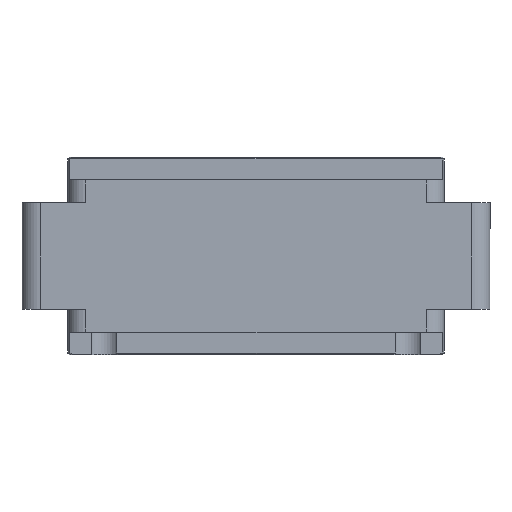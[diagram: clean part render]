
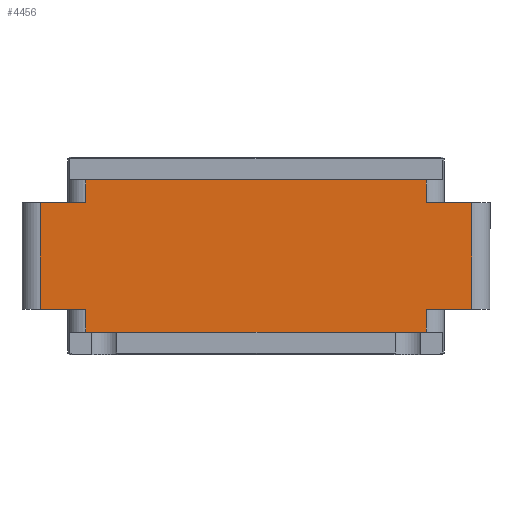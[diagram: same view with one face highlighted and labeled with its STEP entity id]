
A CAD part, front view. The second image highlights one B-rep face of the part: STEP entity #4456.
In plain terms, the highlighted planar face has unit normal (0, -1, 0).
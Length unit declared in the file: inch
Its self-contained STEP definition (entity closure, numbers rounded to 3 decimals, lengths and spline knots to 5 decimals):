
#955 = CARTESIAN_POINT ( 'NONE',  ( 0.9375, -0.2375, -0.61 ) ) ;
#1896 = DIRECTION ( 'NONE',  ( 0., -1., 0. ) ) ;
#2707 = DIRECTION ( 'NONE',  ( 1., 0., 0. ) ) ;
#3410 = EDGE_LOOP ( 'NONE', ( #5706, #5707, #5708, #5709, #5710, #5711, #5712, #5713, #5714, #5715, #5716, #5717 ) ) ;
#3706 = VERTEX_POINT ( 'NONE', #12832 ) ;
#3718 = VERTEX_POINT ( 'NONE', #12846 ) ;
#3719 = VERTEX_POINT ( 'NONE', #12847 ) ;
#3723 = VERTEX_POINT ( 'NONE', #12855 ) ;
#3945 = VERTEX_POINT ( 'NONE', #12896 ) ;
#4456 = ADVANCED_FACE ( 'NONE', ( #12472 ), #7478, .T. ) ;
#5706 = ORIENTED_EDGE ( 'NONE', *, *, #8808, .T. ) ;
#5707 = ORIENTED_EDGE ( 'NONE', *, *, #8796, .T. ) ;
#5708 = ORIENTED_EDGE ( 'NONE', *, *, #8848, .T. ) ;
#5709 = ORIENTED_EDGE ( 'NONE', *, *, #8857, .F. ) ;
#5710 = ORIENTED_EDGE ( 'NONE', *, *, #8855, .T. ) ;
#5711 = ORIENTED_EDGE ( 'NONE', *, *, #8858, .F. ) ;
#5712 = ORIENTED_EDGE ( 'NONE', *, *, #8843, .T. ) ;
#5713 = ORIENTED_EDGE ( 'NONE', *, *, #8793, .T. ) ;
#5714 = ORIENTED_EDGE ( 'NONE', *, *, #8821, .T. ) ;
#5715 = ORIENTED_EDGE ( 'NONE', *, *, #8859, .F. ) ;
#5716 = ORIENTED_EDGE ( 'NONE', *, *, #8829, .T. ) ;
#5717 = ORIENTED_EDGE ( 'NONE', *, *, #8860, .F. ) ;
#6732 = CARTESIAN_POINT ( 'NONE',  ( 0., -0.2375, -0.735 ) ) ;
#6733 = DIRECTION ( 'NONE',  ( 1., 0., 0. ) ) ;
#6740 = CARTESIAN_POINT ( 'NONE',  ( 0., -0.2375, 0.103 ) ) ;
#6741 = DIRECTION ( 'NONE',  ( -1., 0., 0. ) ) ;
#6776 = DIRECTION ( 'NONE',  ( 0., 0., 1. ) ) ;
#6777 = CARTESIAN_POINT ( 'NONE',  ( 0.9375, -0.2375, -0.346 ) ) ;
#6792 = DIRECTION ( 'NONE',  ( 0., 0., 1. ) ) ;
#6806 = CARTESIAN_POINT ( 'NONE',  ( 0.9375, -0.2375, -0.346 ) ) ;
#6820 = DIRECTION ( 'NONE',  ( 0., 0., 1. ) ) ;
#6824 = CARTESIAN_POINT ( 'NONE',  ( 1.188, -0.2375, -0.346 ) ) ;
#6861 = CARTESIAN_POINT ( 'NONE',  ( -0.9375, -0.2375, -0.346 ) ) ;
#6862 = DIRECTION ( 'NONE',  ( 0., 0., -1. ) ) ;
#6863 = DIRECTION ( 'NONE',  ( 0., 0., -1. ) ) ;
#6871 = CARTESIAN_POINT ( 'NONE',  ( -0.9375, -0.2375, -0.346 ) ) ;
#6880 = DIRECTION ( 'NONE',  ( 0., 0., -1. ) ) ;
#6884 = CARTESIAN_POINT ( 'NONE',  ( -1.188, -0.2375, -0.346 ) ) ;
#6886 = CARTESIAN_POINT ( 'NONE',  ( 0., -0.2375, -0.022 ) ) ;
#6887 = DIRECTION ( 'NONE',  ( 1., 0., 0. ) ) ;
#6894 = CARTESIAN_POINT ( 'NONE',  ( 0., -0.2375, -0.61 ) ) ;
#6895 = DIRECTION ( 'NONE',  ( -1., 0., 0. ) ) ;
#6896 = CARTESIAN_POINT ( 'NONE',  ( 0., -0.2375, -0.61 ) ) ;
#6897 = DIRECTION ( 'NONE',  ( -1., 0., 0. ) ) ;
#6898 = CARTESIAN_POINT ( 'NONE',  ( 0., -0.2375, -0.022 ) ) ;
#6899 = DIRECTION ( 'NONE',  ( 1., 0., 0. ) ) ;
#7476 = CARTESIAN_POINT ( 'NONE',  ( 0., -0.2375, -0.346 ) ) ;
#7478 = PLANE ( 'NONE',  #9302 ) ;
#8793 = EDGE_CURVE ( 'NONE', #9396, #9463, #11945, .T. ) ;
#8796 = EDGE_CURVE ( 'NONE', #9397, #3945, #11949, .T. ) ;
#8808 = EDGE_CURVE ( 'NONE', #9390, #9397, #11961, .T. ) ;
#8821 = EDGE_CURVE ( 'NONE', #9463, #9685, #11986, .T. ) ;
#8829 = EDGE_CURVE ( 'NONE', #9437, #9582, #12000, .T. ) ;
#8843 = EDGE_CURVE ( 'NONE', #3718, #9396, #12022, .T. ) ;
#8848 = EDGE_CURVE ( 'NONE', #3945, #3719, #12026, .T. ) ;
#8855 = EDGE_CURVE ( 'NONE', #3706, #3723, #12044, .T. ) ;
#8857 = EDGE_CURVE ( 'NONE', #3706, #3719, #12047, .T. ) ;
#8858 = EDGE_CURVE ( 'NONE', #3718, #3723, #12048, .T. ) ;
#8859 = EDGE_CURVE ( 'NONE', #9437, #9685, #12050, .T. ) ;
#8860 = EDGE_CURVE ( 'NONE', #9390, #9582, #12052, .T. ) ;
#9302 = AXIS2_PLACEMENT_3D ( 'NONE', #7476, #1896, #2707 ) ;
#9390 = VERTEX_POINT ( 'NONE', #10919 ) ;
#9396 = VERTEX_POINT ( 'NONE', #10920 ) ;
#9397 = VERTEX_POINT ( 'NONE', #10921 ) ;
#9437 = VERTEX_POINT ( 'NONE', #10931 ) ;
#9463 = VERTEX_POINT ( 'NONE', #10932 ) ;
#9582 = VERTEX_POINT ( 'NONE', #10949 ) ;
#9685 = VERTEX_POINT ( 'NONE', #955 ) ;
#10919 = CARTESIAN_POINT ( 'NONE',  ( 0.9375, -0.2375, -0.022 ) ) ;
#10920 = CARTESIAN_POINT ( 'NONE',  ( -0.9375, -0.2375, -0.735 ) ) ;
#10921 = CARTESIAN_POINT ( 'NONE',  ( 0.9375, -0.2375, 0.103 ) ) ;
#10931 = CARTESIAN_POINT ( 'NONE',  ( 1.188, -0.2375, -0.61 ) ) ;
#10932 = CARTESIAN_POINT ( 'NONE',  ( 0.9375, -0.2375, -0.735 ) ) ;
#10949 = CARTESIAN_POINT ( 'NONE',  ( 1.188, -0.2375, -0.022 ) ) ;
#11945 = LINE ( 'NONE', #6732, #11947 ) ;
#11947 = VECTOR ( 'NONE', #6733, 39.37008 ) ;
#11949 = LINE ( 'NONE', #6740, #11951 ) ;
#11951 = VECTOR ( 'NONE', #6741, 39.37008 ) ;
#11961 = LINE ( 'NONE', #6777, #11967 ) ;
#11967 = VECTOR ( 'NONE', #6776, 39.37008 ) ;
#11986 = LINE ( 'NONE', #6806, #11988 ) ;
#11988 = VECTOR ( 'NONE', #6792, 39.37008 ) ;
#12000 = LINE ( 'NONE', #6824, #12002 ) ;
#12002 = VECTOR ( 'NONE', #6820, 39.37008 ) ;
#12022 = LINE ( 'NONE', #6861, #12025 ) ;
#12025 = VECTOR ( 'NONE', #6862, 39.37008 ) ;
#12026 = LINE ( 'NONE', #6871, #12033 ) ;
#12033 = VECTOR ( 'NONE', #6863, 39.37008 ) ;
#12044 = LINE ( 'NONE', #6884, #12046 ) ;
#12046 = VECTOR ( 'NONE', #6880, 39.37008 ) ;
#12047 = LINE ( 'NONE', #6886, #12049 ) ;
#12048 = LINE ( 'NONE', #6894, #12051 ) ;
#12049 = VECTOR ( 'NONE', #6887, 39.37008 ) ;
#12050 = LINE ( 'NONE', #6896, #12053 ) ;
#12051 = VECTOR ( 'NONE', #6895, 39.37008 ) ;
#12052 = LINE ( 'NONE', #6898, #12055 ) ;
#12053 = VECTOR ( 'NONE', #6897, 39.37008 ) ;
#12055 = VECTOR ( 'NONE', #6899, 39.37008 ) ;
#12472 = FACE_OUTER_BOUND ( 'NONE', #3410, .T. ) ;
#12832 = CARTESIAN_POINT ( 'NONE',  ( -1.188, -0.2375, -0.022 ) ) ;
#12846 = CARTESIAN_POINT ( 'NONE',  ( -0.9375, -0.2375, -0.61 ) ) ;
#12847 = CARTESIAN_POINT ( 'NONE',  ( -0.9375, -0.2375, -0.022 ) ) ;
#12855 = CARTESIAN_POINT ( 'NONE',  ( -1.188, -0.2375, -0.61 ) ) ;
#12896 = CARTESIAN_POINT ( 'NONE',  ( -0.9375, -0.2375, 0.103 ) ) ;
